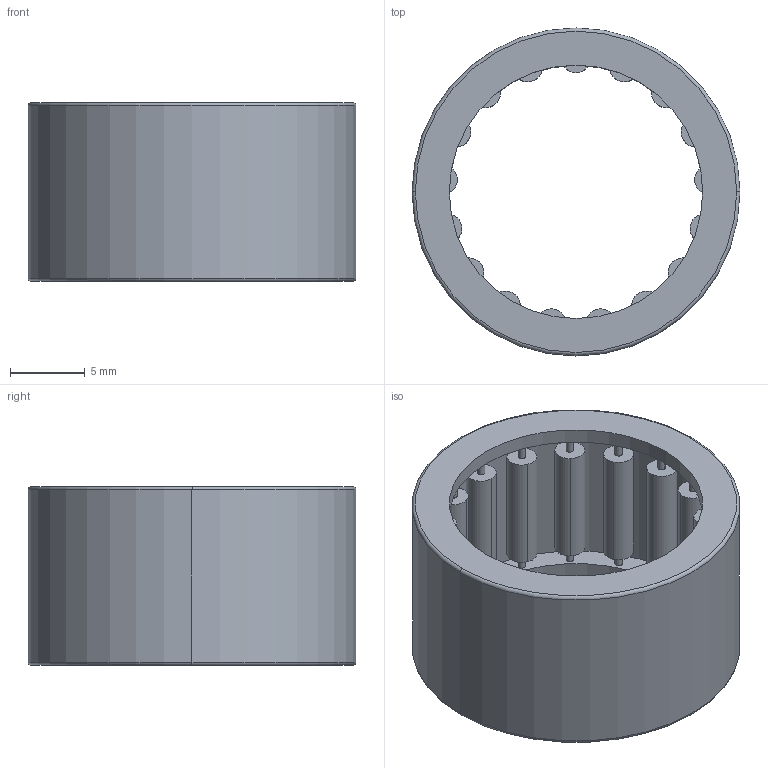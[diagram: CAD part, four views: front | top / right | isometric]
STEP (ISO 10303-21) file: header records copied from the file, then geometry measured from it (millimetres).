
FILE_DESCRIPTION (( 'STEP AP203' ), '1' );
FILE_NAME ('Bearing HK1612.STEP', '2019-10-20T06:16:11', ( '' ), ( '' ), 'SwSTEP 2.0', 'SolidWorks 2019', '' );
FILE_SCHEMA (( 'CONFIG_CONTROL_DESIGN' ));
Length unit declared in the file: millimetre
Products named in the file (1): Bearing HK1612
Bounding box: 22 x 22 x 12 mm (x, y, z)
Volume: 1398.5 mm3; surface area: 3474.1 mm2
Topology: 35 solids, 35 shells, 186 faces, 338 edges, 224 vertices
Faces by surface type: cylinder 110, plane 72, torus 4
Entity records: 4759 total; most frequent: DIRECTION 940, CARTESIAN_POINT 749, ORIENTED_EDGE 676, AXIS2_PLACEMENT_3D 415, EDGE_CURVE 338, CIRCLE 228, EDGE_LOOP 224, VERTEX_POINT 224
